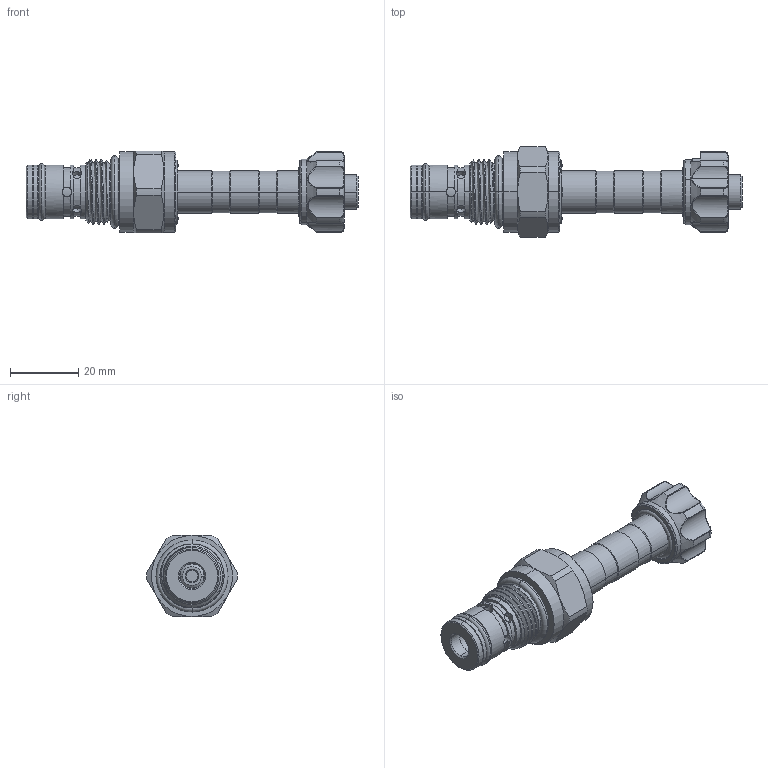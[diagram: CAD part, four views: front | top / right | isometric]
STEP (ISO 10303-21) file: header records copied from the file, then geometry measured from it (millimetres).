
FILE_DESCRIPTION (( 'STEP AP203' ), '1' );
FILE_NAME ('EP19E2A05M05.STEP', '2020-03-30T06:13:32', ( '' ), ( '' ), 'SwSTEP 2.0', 'SolidWorks 2018', '' );
FILE_SCHEMA (( 'CONFIG_CONTROL_DESIGN' ));
Length unit declared in the file: millimetre
Products named in the file (1): EP19E2A05M05
Bounding box: 97.6 x 26.66 x 24 mm (x, y, z)
Volume: 22680.9 mm3; surface area: 8604.6 mm2
Topology: 4 solids, 4 shells, 290 faces, 717 edges, 444 vertices
Faces by surface type: cylinder 136, plane 43, cone 38, bspline 36, torus 35, sphere 2
Entity records: 14667 total; most frequent: CARTESIAN_POINT 8055, ORIENTED_EDGE 1430, DIRECTION 1317, EDGE_CURVE 715, AXIS2_PLACEMENT_3D 561, VERTEX_POINT 444, EDGE_LOOP 309, CIRCLE 306
